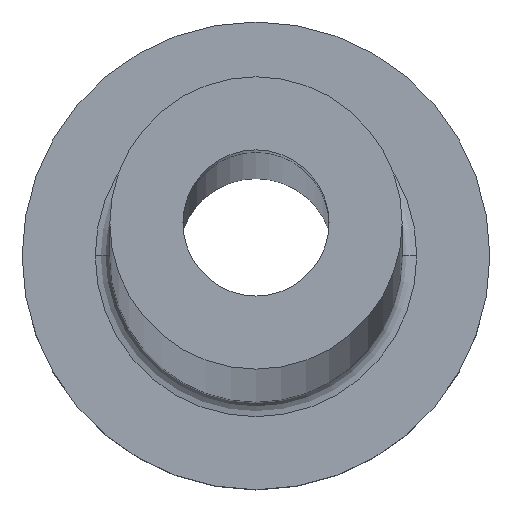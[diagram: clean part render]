
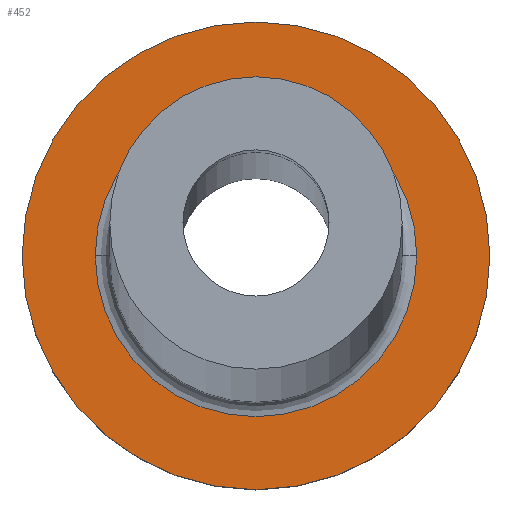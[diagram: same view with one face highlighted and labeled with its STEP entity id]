
A CAD part, top view. The second image highlights one B-rep face of the part: STEP entity #452.
In plain terms, the highlighted planar face has unit normal (0, 0, 1).
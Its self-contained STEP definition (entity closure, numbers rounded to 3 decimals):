
#1 = DIRECTION ( 'NONE',  ( 1., 0., 0. ) ) ;
#13 = CARTESIAN_POINT ( 'NONE',  ( 5.5, 0., 5. ) ) ;
#24 = CIRCLE ( 'NONE', #460, 5.5 ) ;
#29 = CARTESIAN_POINT ( 'NONE',  ( 8., 0., 5. ) ) ;
#41 = EDGE_LOOP ( 'NONE', ( #295, #50 ) ) ;
#45 = DIRECTION ( 'NONE',  ( 0., 0., 1. ) ) ;
#50 = ORIENTED_EDGE ( 'NONE', *, *, #409, .T. ) ;
#51 = FACE_BOUND ( 'NONE', #41, .T. ) ;
#77 = CARTESIAN_POINT ( 'NONE',  ( 0., 0., 5. ) ) ;
#80 = VERTEX_POINT ( 'NONE', #120 ) ;
#95 = VERTEX_POINT ( 'NONE', #13 ) ;
#97 = EDGE_CURVE ( 'NONE', #111, #80, #293, .T. ) ;
#111 = VERTEX_POINT ( 'NONE', #29 ) ;
#113 = AXIS2_PLACEMENT_3D ( 'NONE', #266, #303, #440 ) ;
#116 = EDGE_LOOP ( 'NONE', ( #299, #402 ) ) ;
#117 = CARTESIAN_POINT ( 'NONE',  ( 0., 0., 5. ) ) ;
#120 = CARTESIAN_POINT ( 'NONE',  ( -8., 0., 5. ) ) ;
#126 = DIRECTION ( 'NONE',  ( 1., 0., 0. ) ) ;
#177 = DIRECTION ( 'NONE',  ( 1., 0., 0. ) ) ;
#179 = EDGE_CURVE ( 'NONE', #95, #224, #181, .T. ) ;
#181 = CIRCLE ( 'NONE', #245, 5.5 ) ;
#190 = CIRCLE ( 'NONE', #447, 8. ) ;
#192 = DIRECTION ( 'NONE',  ( 0., 0., 1. ) ) ;
#198 = PLANE ( 'NONE',  #218 ) ;
#218 = AXIS2_PLACEMENT_3D ( 'NONE', #77, #45, #332 ) ;
#223 = CARTESIAN_POINT ( 'NONE',  ( 0., 0., 5. ) ) ;
#224 = VERTEX_POINT ( 'NONE', #394 ) ;
#231 = FACE_OUTER_BOUND ( 'NONE', #116, .T. ) ;
#245 = AXIS2_PLACEMENT_3D ( 'NONE', #283, #357, #177 ) ;
#266 = CARTESIAN_POINT ( 'NONE',  ( 0., 0., 5. ) ) ;
#269 = EDGE_CURVE ( 'NONE', #80, #111, #190, .T. ) ;
#283 = CARTESIAN_POINT ( 'NONE',  ( 0., 0., 5. ) ) ;
#293 = CIRCLE ( 'NONE', #113, 8. ) ;
#295 = ORIENTED_EDGE ( 'NONE', *, *, #179, .T. ) ;
#299 = ORIENTED_EDGE ( 'NONE', *, *, #269, .T. ) ;
#303 = DIRECTION ( 'NONE',  ( 0., 0., 1. ) ) ;
#326 = DIRECTION ( 'NONE',  ( 0., 0., -1. ) ) ;
#332 = DIRECTION ( 'NONE',  ( 1., 0., 0. ) ) ;
#357 = DIRECTION ( 'NONE',  ( 0., 0., -1. ) ) ;
#394 = CARTESIAN_POINT ( 'NONE',  ( -5.5, 0., 5. ) ) ;
#402 = ORIENTED_EDGE ( 'NONE', *, *, #97, .T. ) ;
#409 = EDGE_CURVE ( 'NONE', #224, #95, #24, .T. ) ;
#440 = DIRECTION ( 'NONE',  ( 1., 0., 0. ) ) ;
#447 = AXIS2_PLACEMENT_3D ( 'NONE', #223, #192, #126 ) ;
#452 = ADVANCED_FACE ( 'NONE', ( #51, #231 ), #198, .T. ) ;
#460 = AXIS2_PLACEMENT_3D ( 'NONE', #117, #326, #1 ) ;
